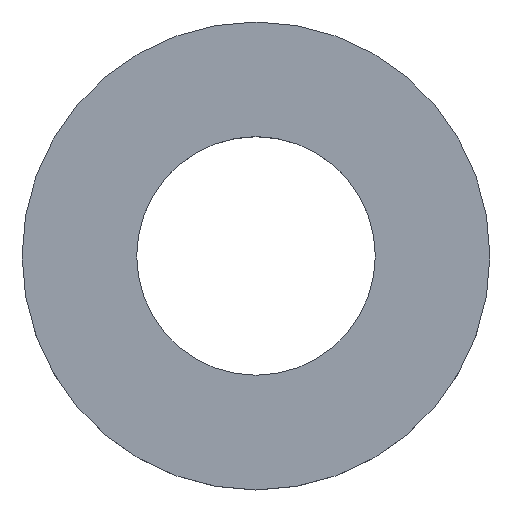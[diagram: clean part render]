
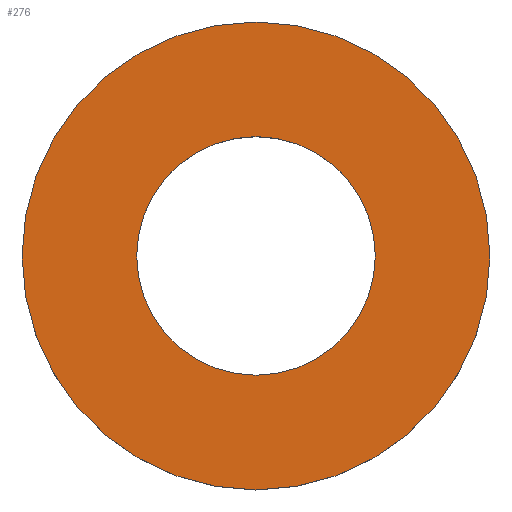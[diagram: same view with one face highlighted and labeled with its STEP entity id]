
A CAD part, top view. The second image highlights one B-rep face of the part: STEP entity #276.
In plain terms, the highlighted planar face has unit normal (0, 0, 1).
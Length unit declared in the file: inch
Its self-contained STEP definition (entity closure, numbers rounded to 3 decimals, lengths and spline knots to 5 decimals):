
#136=CARTESIAN_POINT('',(-0.25,0.,0.0));
#137=VERTEX_POINT('',#136);
#146=CARTESIAN_POINT('',(0.25,0.,0.0));
#147=VERTEX_POINT('',#146);
#148=CARTESIAN_POINT('',(0.0,0.0,0.0));
#149=DIRECTION('',(0.0,0.0,-1.0));
#150=DIRECTION('',(-1.0,0.0,0.0));
#151=AXIS2_PLACEMENT_3D('',#148,#149,#150);
#152=CIRCLE('',#151,0.25);
#153=EDGE_CURVE('',#137,#147,#152,.T.);
#180=CARTESIAN_POINT('',(-0.1275,0.,0.0));
#181=VERTEX_POINT('',#180);
#197=CARTESIAN_POINT('',(0.1275,0.,0.0));
#198=VERTEX_POINT('',#197);
#205=CARTESIAN_POINT('',(0.0,0.0,0.0));
#206=DIRECTION('',(0.0,0.0,-1.0));
#207=DIRECTION('',(-1.0,0.0,0.0));
#208=AXIS2_PLACEMENT_3D('',#205,#206,#207);
#209=CIRCLE('',#208,0.1275);
#210=EDGE_CURVE('',#181,#198,#209,.T.);
#221=CARTESIAN_POINT('',(0.0,0.0,0.0));
#222=DIRECTION('',(0.0,0.0,-1.0));
#223=DIRECTION('',(-1.0,0.0,0.0));
#224=AXIS2_PLACEMENT_3D('',#221,#222,#223);
#225=CIRCLE('',#224,0.1275);
#226=EDGE_CURVE('',#198,#181,#225,.T.);
#253=CARTESIAN_POINT('',(0.0,0.0,0.0));
#254=DIRECTION('',(0.0,0.0,-1.0));
#255=DIRECTION('',(-1.0,0.0,0.0));
#256=AXIS2_PLACEMENT_3D('',#253,#254,#255);
#257=CIRCLE('',#256,0.25);
#258=EDGE_CURVE('',#147,#137,#257,.T.);
#263=CARTESIAN_POINT('',(0.02273,0.,0.0));
#264=DIRECTION('',(0.0,0.0,1.0));
#265=DIRECTION('',(1.0,0.0,0.0));
#266=AXIS2_PLACEMENT_3D('',#263,#264,#265);
#267=PLANE('',#266);
#268=ORIENTED_EDGE('',*,*,#258,.F.);
#269=ORIENTED_EDGE('',*,*,#153,.F.);
#270=EDGE_LOOP('',(#268,#269));
#271=FACE_OUTER_BOUND('',#270,.T.);
#272=ORIENTED_EDGE('',*,*,#226,.T.);
#273=ORIENTED_EDGE('',*,*,#210,.T.);
#274=EDGE_LOOP('',(#272,#273));
#275=FACE_BOUND('',#274,.T.);
#276=ADVANCED_FACE('',(#271,#275),#267,.T.);
